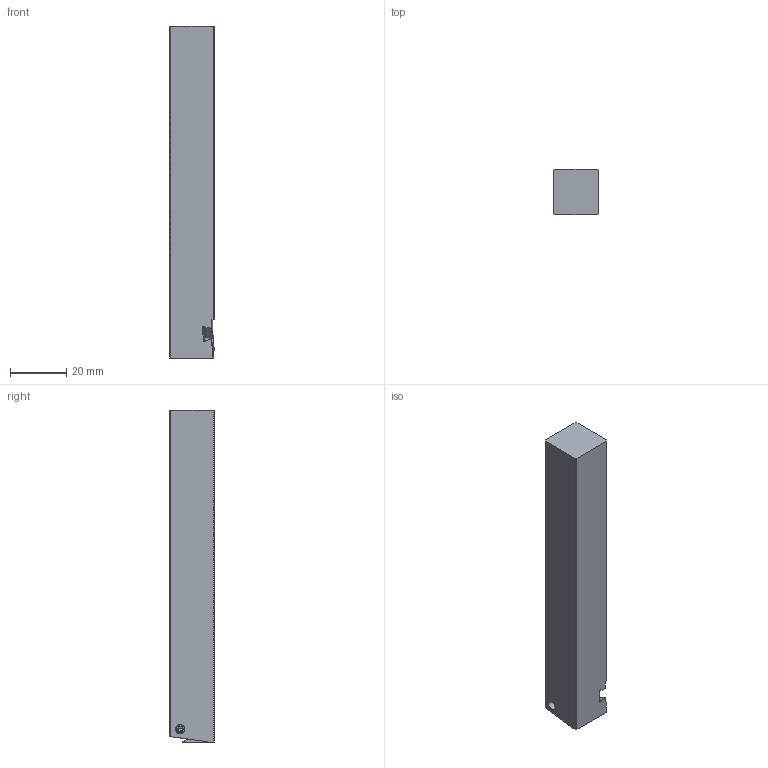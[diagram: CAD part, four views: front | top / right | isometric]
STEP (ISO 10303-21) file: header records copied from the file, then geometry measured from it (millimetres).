
FILE_DESCRIPTION(/* description */ (''),/* implementation_level */ '2;1');
FILE_NAME(/* name */ 'GTBHL1616-30.stp',/* time_stamp */ '2021-04-02T17:49:35+09:00',/* author */ (''),/* organization */ (''),/* preprocessor_version */ 'ST-DEVELOPER v16',/* originating_system */ 'SIEMENS PLM Software NX 10.0',/* authorisation */ '');
FILE_SCHEMA (('AUTOMOTIVE_DESIGN { 1 0 10303 214 3 1 1 1 }'));
Length unit declared in the file: millimetre
Products named in the file (1): GTBHL1616-30_ASM
Bounding box: 16 x 16 x 118.4 mm (x, y, z)
Volume: 29565.6 mm3; surface area: 8246.1 mm2
Topology: 2 solids, 2 shells, 92 faces, 266 edges, 180 vertices
Faces by surface type: plane 64, cylinder 20, cone 4, sphere 4
Entity records: 3273 total; most frequent: CARTESIAN_POINT 683, DIRECTION 537, ORIENTED_EDGE 524, EDGE_CURVE 262, AXIS2_PLACEMENT_3D 186, VERTEX_POINT 177, LINE 165, VECTOR 165
